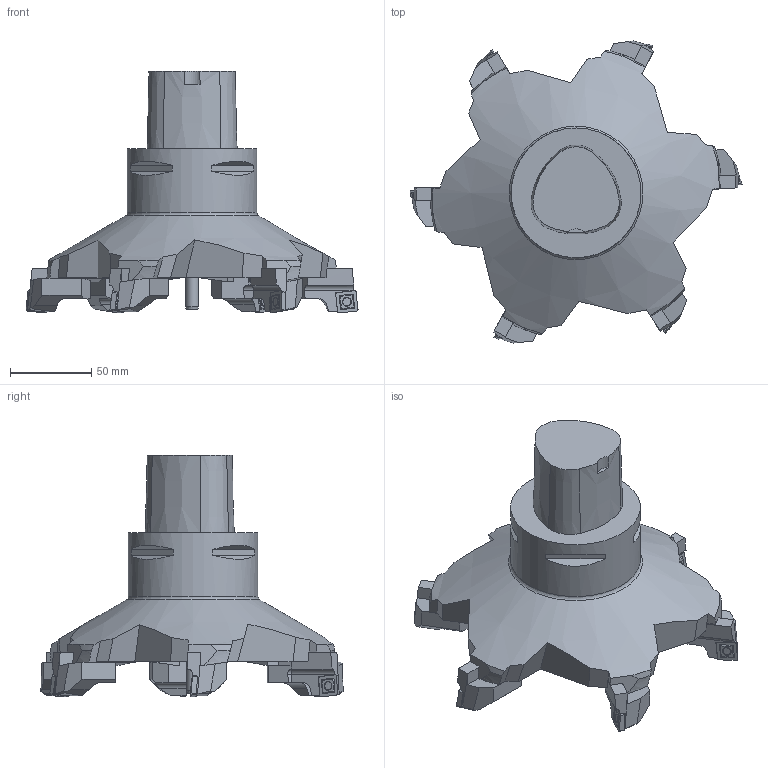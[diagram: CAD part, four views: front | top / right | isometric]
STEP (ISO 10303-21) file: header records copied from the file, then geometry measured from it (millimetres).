
FILE_DESCRIPTION(/* description */ (''),/* implementation_level */ '2;1');
FILE_NAME(/* name */ '1547114805132.stp',/* time_stamp */ '2019-01-10T11:07:02+01:00',/* author */ (''),/* organization */ ('SMS'),/* preprocessor_version */ 'ST-DEVELOPER v15',/* originating_system */ 'SIEMENS PLM Software NX 8.5',/* authorisation */ '');
FILE_SCHEMA (('AUTOMOTIVE_DESIGN { 1 0 10303 214 3 1 1 1 }'));
Length unit declared in the file: millimetre
Products named in the file (7): 201023938mod000_00; ASSEMBLY_CONSTRUCTION; 201012610mod000_00; 202019922mod000_00; 201023963mod000_01; 202020304mod000_00
Assembly tree (11 placements, depth 3):
  202020304mod000_00
    202019922mod000_00
    201023963mod000_01  x6
      201012610mod000_00
      ASSEMBLY_CONSTRUCTION
      201023938mod000_00
    ASSEMBLY_CONSTRUCTION
Bounding box: 204.83 x 186.47 x 149.21 mm (x, y, z)
Volume: 888466 mm3; surface area: 101113.5 mm2
Topology: 13 solids, 13 shells, 523 faces, 1419 edges, 1004 vertices
Faces by surface type: plane 366, cone 74, torus 49, cylinder 34
Full cylindrical faces by diameter (mm): 4 x12, 8.011 x1, 80 x1, 116 x1
Entity records: 6243 total; most frequent: CARTESIAN_POINT 1266, ORIENTED_EDGE 966, DIRECTION 958, EDGE_CURVE 483, VERTEX_POINT 341, AXIS2_PLACEMENT_3D 330, LINE 298, VECTOR 298
